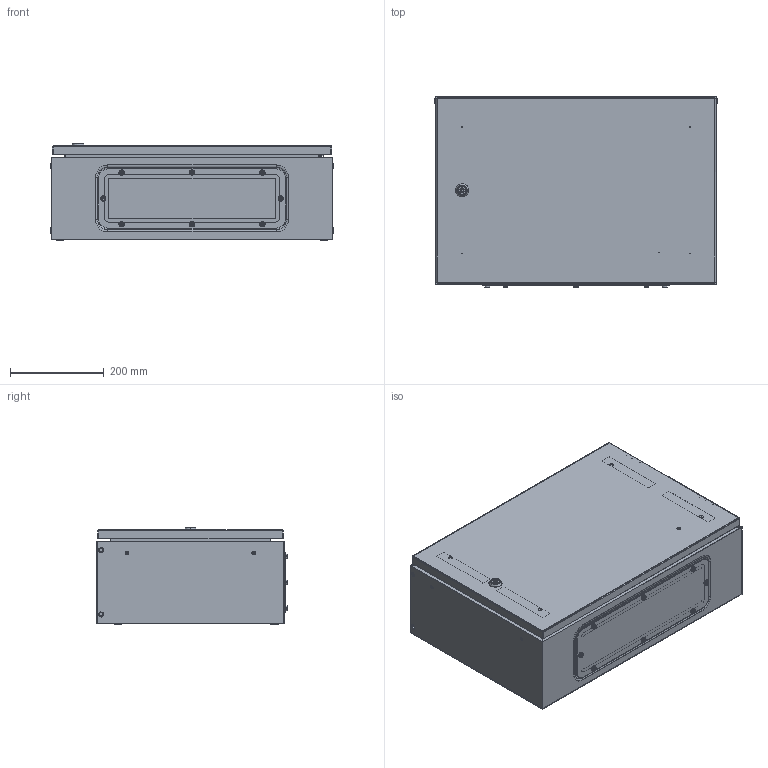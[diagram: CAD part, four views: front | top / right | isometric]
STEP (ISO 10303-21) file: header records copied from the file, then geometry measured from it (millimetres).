
FILE_DESCRIPTION (( 'STEP AP214' ), '1' );
FILE_NAME ('IP-L406020_stp.step', '2025-04-28T11:14:57', ( '' ), ( '' ), 'SwSTEP 2.0', 'SolidWorks 2023', '' );
FILE_SCHEMA (( 'AUTOMOTIVE_DESIGN' ));
Length unit declared in the file: millimetre
Products named in the file (1): IP-L406020_stp
Bounding box: 601.4 x 406.8 x 206.5 mm (x, y, z)
Volume: 1666876.4 mm3; surface area: 2482847 mm2
Topology: 58 solids, 59 shells, 2203 faces, 5393 edges, 3382 vertices
Faces by surface type: plane 1055, cylinder 626, cone 416, torus 74, bspline 32
Entity records: 68109 total; most frequent: CARTESIAN_POINT 14713, DIRECTION 11247, ORIENTED_EDGE 10786, EDGE_CURVE 5393, AXIS2_PLACEMENT_3D 4104, VERTEX_POINT 3382, VECTOR 3039, LINE 3039
